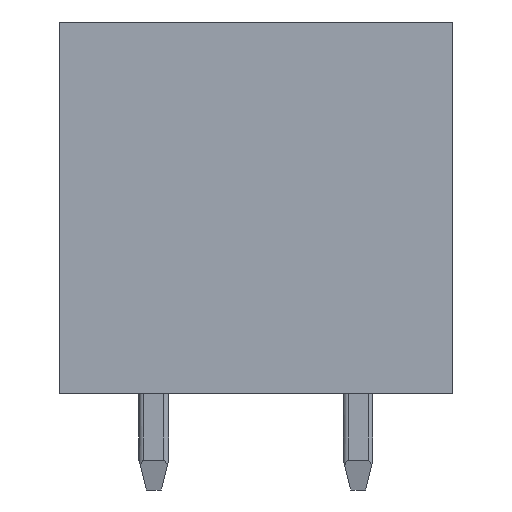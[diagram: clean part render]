
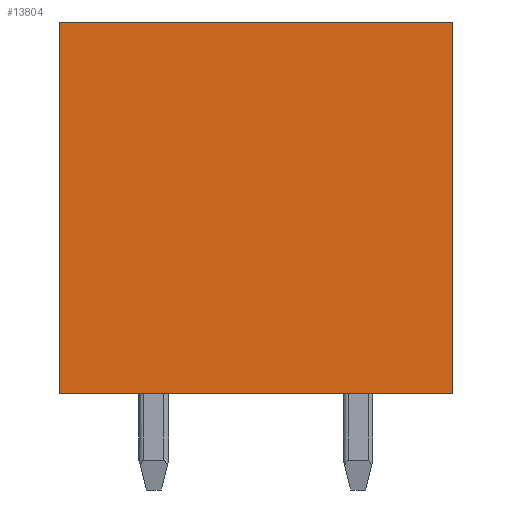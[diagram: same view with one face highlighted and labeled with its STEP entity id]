
A CAD part, left-side view. The second image highlights one B-rep face of the part: STEP entity #13804.
In plain terms, the highlighted planar face has unit normal (-1, 0, 0).
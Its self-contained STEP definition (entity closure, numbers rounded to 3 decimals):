
#1081=DIRECTION('',(0.,0.,-1.));
#1082=VECTOR('',#1081,10.);
#1083=CARTESIAN_POINT('',(-32.3,-5.3,3.7));
#1084=LINE('',#1083,#1082);
#1085=DIRECTION('',(0.,1.,0.));
#1086=VECTOR('',#1085,10.6);
#1087=CARTESIAN_POINT('',(-32.3,-5.3,-6.3));
#1088=LINE('',#1087,#1086);
#1089=DIRECTION('',(0.,0.,1.));
#1090=VECTOR('',#1089,10.);
#1091=CARTESIAN_POINT('',(-32.3,5.3,-6.3));
#1092=LINE('',#1091,#1090);
#1093=DIRECTION('',(0.,-1.,0.));
#1094=VECTOR('',#1093,10.6);
#1095=CARTESIAN_POINT('',(-32.3,5.3,3.7));
#1096=LINE('',#1095,#1094);
#10217=CARTESIAN_POINT('',(-32.3,-5.3,3.7));
#10218=CARTESIAN_POINT('',(-32.3,-5.3,-6.3));
#10219=VERTEX_POINT('',#10217);
#10220=VERTEX_POINT('',#10218);
#10221=CARTESIAN_POINT('',(-32.3,5.3,-6.3));
#10222=VERTEX_POINT('',#10221);
#10223=CARTESIAN_POINT('',(-32.3,5.3,3.7));
#10224=VERTEX_POINT('',#10223);
#13793=CARTESIAN_POINT('',(-32.3,0.,0.));
#13794=DIRECTION('',(1.,0.,0.));
#13795=DIRECTION('',(0.,-1.,0.));
#13796=AXIS2_PLACEMENT_3D('',#13793,#13794,#13795);
#13797=PLANE('',#13796);
#13798=ORIENTED_EDGE('',*,*,#12867,.T.);
#13799=ORIENTED_EDGE('',*,*,#12882,.T.);
#13800=ORIENTED_EDGE('',*,*,#13220,.T.);
#13801=ORIENTED_EDGE('',*,*,#13233,.T.);
#13802=EDGE_LOOP('',(#13798,#13799,#13800,#13801));
#13803=FACE_OUTER_BOUND('',#13802,.F.);
#13804=ADVANCED_FACE('',(#13803),#13797,.F.);
#12867=EDGE_CURVE('',#10219,#10220,#1084,.T.);
#12882=EDGE_CURVE('',#10220,#10222,#1088,.T.);
#13220=EDGE_CURVE('',#10222,#10224,#1092,.T.);
#13233=EDGE_CURVE('',#10224,#10219,#1096,.T.);
